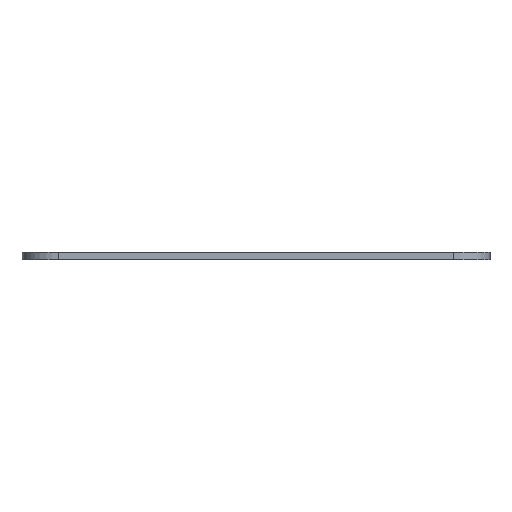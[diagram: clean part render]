
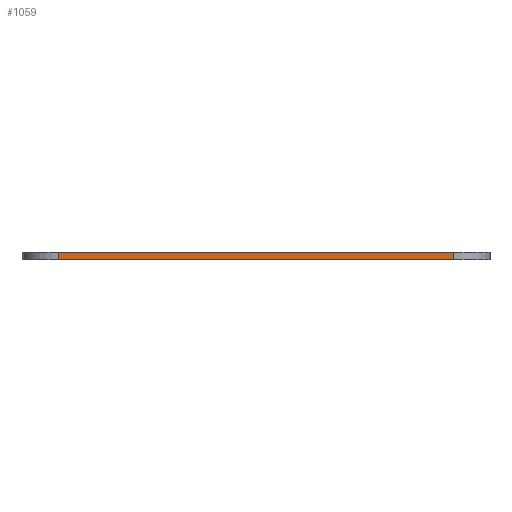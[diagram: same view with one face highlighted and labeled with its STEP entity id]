
A CAD part, left-side view. The second image highlights one B-rep face of the part: STEP entity #1059.
In plain terms, the highlighted planar face has unit normal (-1, 0, 0).
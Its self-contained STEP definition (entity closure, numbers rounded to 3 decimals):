
#59=PLANE('',#1181);
#107=FACE_OUTER_BOUND('',#159,.T.);
#159=EDGE_LOOP('',(#853,#854,#855,#856));
#269=LINE('',#1775,#355);
#270=LINE('',#1777,#356);
#271=LINE('',#1779,#357);
#272=LINE('',#1780,#358);
#355=VECTOR('',#1469,10.);
#356=VECTOR('',#1470,10.);
#357=VECTOR('',#1471,10.);
#358=VECTOR('',#1472,10.);
#519=VERTEX_POINT('',#1773);
#520=VERTEX_POINT('',#1774);
#521=VERTEX_POINT('',#1776);
#522=VERTEX_POINT('',#1778);
#661=EDGE_CURVE('',#519,#520,#269,.T.);
#662=EDGE_CURVE('',#520,#521,#270,.T.);
#663=EDGE_CURVE('',#522,#521,#271,.T.);
#664=EDGE_CURVE('',#519,#522,#272,.T.);
#853=ORIENTED_EDGE('',*,*,#661,.T.);
#854=ORIENTED_EDGE('',*,*,#662,.T.);
#855=ORIENTED_EDGE('',*,*,#663,.F.);
#856=ORIENTED_EDGE('',*,*,#664,.F.);
#1059=ADVANCED_FACE('',(#107),#59,.T.);
#1181=AXIS2_PLACEMENT_3D('',#1772,#1467,#1468);
#1467=DIRECTION('center_axis',(-1.,0.,0.));
#1468=DIRECTION('ref_axis',(0.,-1.,0.));
#1469=DIRECTION('',(0.,-1.,0.));
#1470=DIRECTION('',(0.,0.,1.));
#1471=DIRECTION('',(0.,-1.,0.));
#1472=DIRECTION('',(0.,0.,1.));
#1772=CARTESIAN_POINT('Origin',(0.,83.,22.));
#1773=CARTESIAN_POINT('',(0.,83.,22.));
#1774=CARTESIAN_POINT('',(0.,7.,22.));
#1775=CARTESIAN_POINT('',(0.,83.,22.));
#1776=CARTESIAN_POINT('',(0.,7.,23.5));
#1777=CARTESIAN_POINT('',(0.,7.,22.));
#1778=CARTESIAN_POINT('',(0.,83.,23.5));
#1779=CARTESIAN_POINT('',(0.,83.,23.5));
#1780=CARTESIAN_POINT('',(0.,83.,22.));
